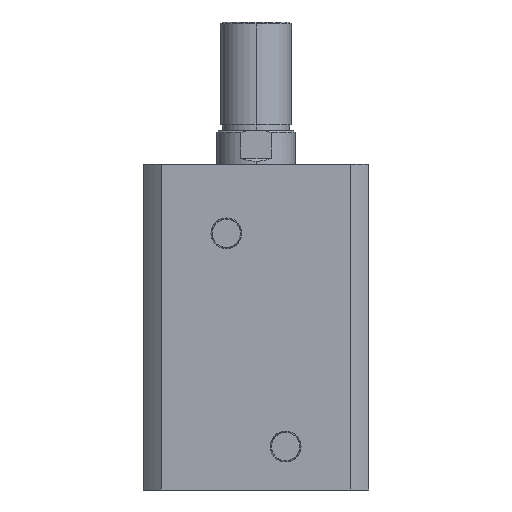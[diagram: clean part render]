
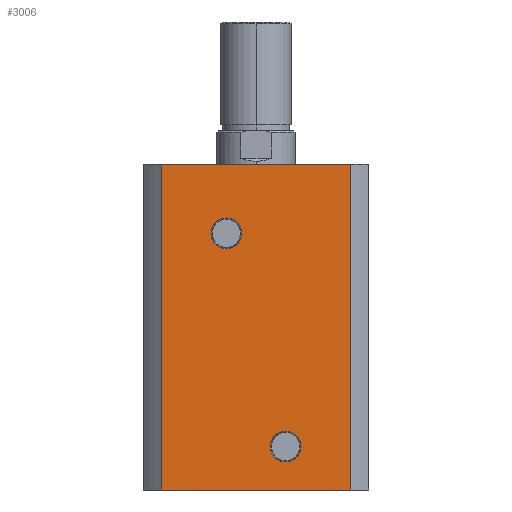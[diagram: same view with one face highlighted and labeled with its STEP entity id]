
A CAD part, left-side view. The second image highlights one B-rep face of the part: STEP entity #3006.
In plain terms, the highlighted planar face has unit normal (-1, 0, 0).
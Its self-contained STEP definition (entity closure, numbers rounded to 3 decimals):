
#140 = FACE_BOUND ( 'NONE', #3274, .T. ) ;
#144 = FACE_OUTER_BOUND ( 'NONE', #3282, .T. ) ;
#147 = FACE_BOUND ( 'NONE', #3284, .T. ) ;
#815 = DIRECTION ( 'NONE',  ( 1., 0., 0. ) ) ;
#817 = CARTESIAN_POINT ( 'NONE',  ( -57., 0., 165. ) ) ;
#819 = PLANE ( 'NONE',  #3208 ) ;
#821 = DIRECTION ( 'NONE',  ( 0., 1., 0. ) ) ;
#837 = CARTESIAN_POINT ( 'NONE',  ( -57., -47.971, 165. ) ) ;
#839 = CARTESIAN_POINT ( 'NONE',  ( -57., 47.971, 0. ) ) ;
#840 = CARTESIAN_POINT ( 'NONE',  ( -57., 47.971, 165. ) ) ;
#841 = CARTESIAN_POINT ( 'NONE',  ( -57., -47.971, 0. ) ) ;
#1061 = VERTEX_POINT ( 'NONE', #3082 ) ;
#1062 = VERTEX_POINT ( 'NONE', #3086 ) ;
#1070 = VERTEX_POINT ( 'NONE', #3094 ) ;
#1071 = VERTEX_POINT ( 'NONE', #3097 ) ;
#1212 = CIRCLE ( 'NONE', #2741, 7.797 ) ;
#1224 = CIRCLE ( 'NONE', #2748, 7.797 ) ;
#1438 = LINE ( 'NONE', #2148, #1440 ) ;
#1439 = LINE ( 'NONE', #2163, #1449 ) ;
#1440 = VECTOR ( 'NONE', #2142, 1000. ) ;
#1441 = CIRCLE ( 'NONE', #2811, 7.797 ) ;
#1442 = CIRCLE ( 'NONE', #2814, 7.797 ) ;
#1443 = LINE ( 'NONE', #2157, #1445 ) ;
#1444 = LINE ( 'NONE', #2167, #1447 ) ;
#1445 = VECTOR ( 'NONE', #2158, 1000. ) ;
#1447 = VECTOR ( 'NONE', #2169, 1000. ) ;
#1449 = VECTOR ( 'NONE', #2170, 1000. ) ;
#1741 = EDGE_CURVE ( 'NONE', #1061, #1062, #1212, .T. ) ;
#1749 = EDGE_CURVE ( 'NONE', #1070, #1071, #1224, .T. ) ;
#1876 = EDGE_CURVE ( 'NONE', #3256, #3257, #1438, .T. ) ;
#1878 = EDGE_CURVE ( 'NONE', #1062, #1061, #1441, .T. ) ;
#1879 = EDGE_CURVE ( 'NONE', #1071, #1070, #1442, .T. ) ;
#1880 = EDGE_CURVE ( 'NONE', #3257, #3258, #1443, .T. ) ;
#1881 = EDGE_CURVE ( 'NONE', #3253, #3258, #1444, .T. ) ;
#1882 = EDGE_CURVE ( 'NONE', #3256, #3253, #1439, .T. ) ;
#2142 = DIRECTION ( 'NONE',  ( 0., 0., -1. ) ) ;
#2148 = CARTESIAN_POINT ( 'NONE',  ( -57., 47.971, 165. ) ) ;
#2157 = CARTESIAN_POINT ( 'NONE',  ( -57., 0., 0. ) ) ;
#2158 = DIRECTION ( 'NONE',  ( 0., -1., 0. ) ) ;
#2159 = CARTESIAN_POINT ( 'NONE',  ( -57., -15., 22. ) ) ;
#2160 = DIRECTION ( 'NONE',  ( -1., 0., 0. ) ) ;
#2161 = DIRECTION ( 'NONE',  ( 0., 0., 1. ) ) ;
#2163 = CARTESIAN_POINT ( 'NONE',  ( -57., 0., 165. ) ) ;
#2164 = CARTESIAN_POINT ( 'NONE',  ( -57., 15., 130. ) ) ;
#2165 = DIRECTION ( 'NONE',  ( -1., 0., 0. ) ) ;
#2166 = DIRECTION ( 'NONE',  ( 0., 0., 1. ) ) ;
#2167 = CARTESIAN_POINT ( 'NONE',  ( -57., -47.971, 165. ) ) ;
#2169 = DIRECTION ( 'NONE',  ( 0., 0., -1. ) ) ;
#2170 = DIRECTION ( 'NONE',  ( 0., -1., 0. ) ) ;
#2422 = DIRECTION ( 'NONE',  ( 0., 0., 1. ) ) ;
#2424 = DIRECTION ( 'NONE',  ( -1., 0., 0. ) ) ;
#2426 = CARTESIAN_POINT ( 'NONE',  ( -57., -15., 22. ) ) ;
#2741 = AXIS2_PLACEMENT_3D ( 'NONE', #2426, #2424, #2422 ) ;
#2748 = AXIS2_PLACEMENT_3D ( 'NONE', #3506, #3504, #3502 ) ;
#2811 = AXIS2_PLACEMENT_3D ( 'NONE', #2159, #2160, #2161 ) ;
#2814 = AXIS2_PLACEMENT_3D ( 'NONE', #2164, #2165, #2166 ) ;
#3006 = ADVANCED_FACE ( 'NONE', ( #140, #147, #144 ), #819, .F. ) ;
#3082 = CARTESIAN_POINT ( 'NONE',  ( -57., -15., 14.203 ) ) ;
#3086 = CARTESIAN_POINT ( 'NONE',  ( -57., -15., 29.797 ) ) ;
#3094 = CARTESIAN_POINT ( 'NONE',  ( -57., 15., 122.203 ) ) ;
#3097 = CARTESIAN_POINT ( 'NONE',  ( -57., 15., 137.797 ) ) ;
#3208 = AXIS2_PLACEMENT_3D ( 'NONE', #817, #815, #821 ) ;
#3238 = ORIENTED_EDGE ( 'NONE', *, *, #1878, .F. ) ;
#3239 = ORIENTED_EDGE ( 'NONE', *, *, #1741, .F. ) ;
#3240 = ORIENTED_EDGE ( 'NONE', *, *, #1879, .F. ) ;
#3241 = ORIENTED_EDGE ( 'NONE', *, *, #1749, .F. ) ;
#3242 = ORIENTED_EDGE ( 'NONE', *, *, #1880, .T. ) ;
#3243 = ORIENTED_EDGE ( 'NONE', *, *, #1881, .F. ) ;
#3244 = ORIENTED_EDGE ( 'NONE', *, *, #1882, .F. ) ;
#3245 = ORIENTED_EDGE ( 'NONE', *, *, #1876, .T. ) ;
#3253 = VERTEX_POINT ( 'NONE', #837 ) ;
#3256 = VERTEX_POINT ( 'NONE', #840 ) ;
#3257 = VERTEX_POINT ( 'NONE', #839 ) ;
#3258 = VERTEX_POINT ( 'NONE', #841 ) ;
#3274 = EDGE_LOOP ( 'NONE', ( #3238, #3239 ) ) ;
#3282 = EDGE_LOOP ( 'NONE', ( #3242, #3243, #3244, #3245 ) ) ;
#3284 = EDGE_LOOP ( 'NONE', ( #3240, #3241 ) ) ;
#3502 = DIRECTION ( 'NONE',  ( 0., 0., 1. ) ) ;
#3504 = DIRECTION ( 'NONE',  ( -1., 0., 0. ) ) ;
#3506 = CARTESIAN_POINT ( 'NONE',  ( -57., 15., 130. ) ) ;
